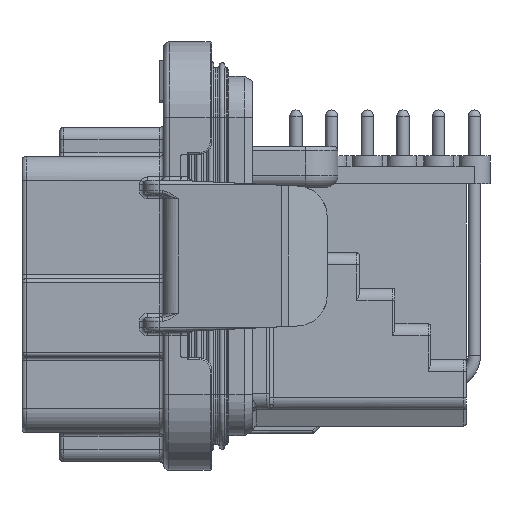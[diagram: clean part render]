
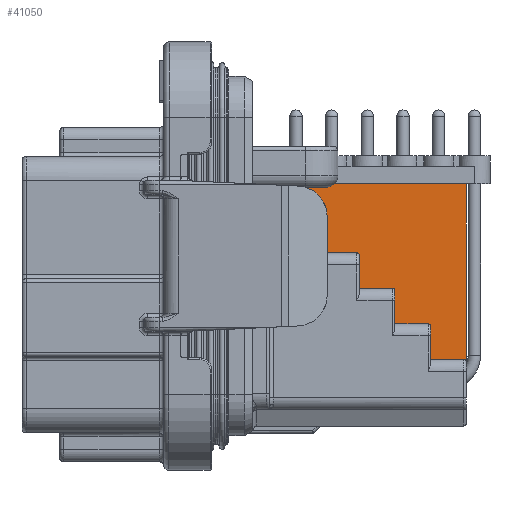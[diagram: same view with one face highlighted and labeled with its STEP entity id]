
A CAD part, left-side view. The second image highlights one B-rep face of the part: STEP entity #41050.
In plain terms, the highlighted planar face has unit normal (-1, 0, 0).
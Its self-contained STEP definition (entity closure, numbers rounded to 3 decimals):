
#1731=CARTESIAN_POINT('',(-51.929,-13.336,
9.003));
#3532=DIRECTION('',(0.,-1.,0.));
#3533=VECTOR('',#3532,22.264);
#3534=CARTESIAN_POINT('',(-51.929,-13.336,
9.003));
#3535=LINE('',#3534,#3533);
#3536=CARTESIAN_POINT('',(-51.925,-35.6,-13.171));
#3537=CARTESIAN_POINT('',(-51.925,-35.6,-13.129));
#3538=CARTESIAN_POINT('',(-51.925,-35.584,
-13.053));
#3539=CARTESIAN_POINT('',(-51.925,-35.518,
-12.953));
#3540=CARTESIAN_POINT('',(-51.925,-35.418,
-12.887));
#3541=CARTESIAN_POINT('',(-51.925,-35.342,
-12.871));
#3542=CARTESIAN_POINT('',(-51.925,-35.3,
-12.871));
#3544=DIRECTION('',(0.,0.,1.));
#3545=VECTOR('',#3544,4.12);
#3546=CARTESIAN_POINT('',(-51.925,-31.15,-12.871));
#3547=LINE('',#3546,#3545);
#3548=CARTESIAN_POINT('',(-51.925,-31.15,-8.751));
#3549=CARTESIAN_POINT('',(-51.925,-31.15,-8.709));
#3550=CARTESIAN_POINT('',(-51.925,-31.134,
-8.633));
#3551=CARTESIAN_POINT('',(-51.925,-31.068,
-8.533));
#3552=CARTESIAN_POINT('',(-51.925,-30.968,
-8.467));
#3553=CARTESIAN_POINT('',(-51.925,-30.892,
-8.451));
#3554=CARTESIAN_POINT('',(-51.925,-30.85,
-8.451));
#3556=DIRECTION('',(0.,0.,1.));
#3557=VECTOR('',#3556,4.12);
#3558=CARTESIAN_POINT('',(-51.925,-26.7,-8.451));
#3559=LINE('',#3558,#3557);
#3560=CARTESIAN_POINT('',(-51.925,-26.7,-4.331));
#3561=CARTESIAN_POINT('',(-51.925,-26.7,-4.289));
#3562=CARTESIAN_POINT('',(-51.925,-26.684,
-4.213));
#3563=CARTESIAN_POINT('',(-51.925,-26.618,
-4.113));
#3564=CARTESIAN_POINT('',(-51.925,-26.518,
-4.047));
#3565=CARTESIAN_POINT('',(-51.925,-26.442,
-4.031));
#3566=CARTESIAN_POINT('',(-51.925,-26.4,
-4.031));
#3568=DIRECTION('',(0.,0.,1.));
#3569=VECTOR('',#3568,4.12);
#3570=CARTESIAN_POINT('',(-51.925,-22.25,-4.031));
#3571=LINE('',#3570,#3569);
#3572=CARTESIAN_POINT('',(-51.925,-22.25,0.089));
#3573=CARTESIAN_POINT('',(-51.925,-22.25,0.131));
#3574=CARTESIAN_POINT('',(-51.925,-22.234,
0.207));
#3575=CARTESIAN_POINT('',(-51.925,-22.168,
0.307));
#3576=CARTESIAN_POINT('',(-51.925,-22.068,
0.373));
#3577=CARTESIAN_POINT('',(-51.925,-21.992,
0.389));
#3578=CARTESIAN_POINT('',(-51.925,-21.95,
0.389));
#3580=DIRECTION('',(0.,0.,1.));
#3581=VECTOR('',#3580,4.12);
#3582=CARTESIAN_POINT('',(-51.925,-17.8,0.389));
#3583=LINE('',#3582,#3581);
#3584=CARTESIAN_POINT('',(-51.925,-17.8,4.509));
#3585=CARTESIAN_POINT('',(-51.925,-17.8,4.551));
#3586=CARTESIAN_POINT('',(-51.925,-17.784,
4.627));
#3587=CARTESIAN_POINT('',(-51.925,-17.718,
4.727));
#3588=CARTESIAN_POINT('',(-51.925,-17.618,
4.793));
#3589=CARTESIAN_POINT('',(-51.925,-17.542,
4.809));
#3590=CARTESIAN_POINT('',(-51.925,-17.5,
4.809));
#3592=CARTESIAN_POINT('',(-51.925,-13.35,8.929));
#3593=CARTESIAN_POINT('',(-51.925,-13.35,8.937));
#3594=CARTESIAN_POINT('',(-51.926,-13.35,
8.952));
#3595=CARTESIAN_POINT('',(-51.923,-13.346,
8.979));
#3596=CARTESIAN_POINT('',(-51.929,-13.338,
8.995));
#3597=CARTESIAN_POINT('',(-51.929,-13.336,
9.003));
#3635=DIRECTION('',(0.,0.,1.));
#3636=VECTOR('',#3635,22.172);
#3637=CARTESIAN_POINT('',(-51.925,-35.6,-13.171));
#3638=LINE('',#3637,#3636);
#4040=DIRECTION('',(0.,-1.,0.));
#4041=VECTOR('',#4040,4.15);
#4042=CARTESIAN_POINT('',(-51.925,-31.15,-12.871));
#4043=LINE('',#4042,#4041);
#4083=DIRECTION('',(0.,-1.,0.));
#4084=VECTOR('',#4083,4.15);
#4085=CARTESIAN_POINT('',(-51.925,-26.7,-8.451));
#4086=LINE('',#4085,#4084);
#4126=DIRECTION('',(0.,-1.,0.));
#4127=VECTOR('',#4126,4.15);
#4128=CARTESIAN_POINT('',(-51.925,-22.25,-4.031));
#4129=LINE('',#4128,#4127);
#4169=DIRECTION('',(0.,-1.,0.));
#4170=VECTOR('',#4169,4.15);
#4171=CARTESIAN_POINT('',(-51.925,-17.8,0.389));
#4172=LINE('',#4171,#4170);
#4212=DIRECTION('',(0.,-1.,0.));
#4213=VECTOR('',#4212,4.15);
#4214=CARTESIAN_POINT('',(-51.925,-13.35,4.809));
#4215=LINE('',#4214,#4213);
#4235=DIRECTION('',(0.,0.,-1.));
#4236=VECTOR('',#4235,4.12);
#4237=CARTESIAN_POINT('',(-51.925,-13.35,8.929));
#4238=LINE('',#4237,#4236);
#34721=VERTEX_POINT('',#1731);
#34751=CARTESIAN_POINT('',(-51.926,-35.6,9.001));
#34752=VERTEX_POINT('',#34751);
#34869=CARTESIAN_POINT('',(-51.925,-35.6,-13.171));
#34870=VERTEX_POINT('',#34869);
#35607=VERTEX_POINT('',#3592);
#35610=VERTEX_POINT('',#3542);
#35611=CARTESIAN_POINT('',(-51.925,-31.15,-12.871));
#35612=VERTEX_POINT('',#35611);
#35613=CARTESIAN_POINT('',(-51.925,-31.15,-8.751));
#35614=VERTEX_POINT('',#35613);
#35615=VERTEX_POINT('',#3554);
#35616=CARTESIAN_POINT('',(-51.925,-26.7,-8.451));
#35617=VERTEX_POINT('',#35616);
#35618=CARTESIAN_POINT('',(-51.925,-26.7,-4.331));
#35619=VERTEX_POINT('',#35618);
#35620=VERTEX_POINT('',#3566);
#35621=CARTESIAN_POINT('',(-51.925,-22.25,-4.031));
#35622=VERTEX_POINT('',#35621);
#35623=CARTESIAN_POINT('',(-51.925,-22.25,0.089));
#35624=VERTEX_POINT('',#35623);
#35625=VERTEX_POINT('',#3578);
#35626=CARTESIAN_POINT('',(-51.925,-17.8,0.389));
#35627=VERTEX_POINT('',#35626);
#35628=CARTESIAN_POINT('',(-51.925,-17.8,4.509));
#35629=VERTEX_POINT('',#35628);
#35630=VERTEX_POINT('',#3590);
#35631=CARTESIAN_POINT('',(-51.925,-13.35,4.809));
#35632=VERTEX_POINT('',#35631);
#41009=CARTESIAN_POINT('',(-51.925,-8.9,9.23));
#41010=DIRECTION('',(-1.,0.,0.));
#41011=DIRECTION('',(0.,0.,-1.));
#41012=AXIS2_PLACEMENT_3D('',#41009,#41010,#41011);
#41013=PLANE('',#41012);
#41014=ORIENTED_EDGE('',*,*,#38359,.T.);
#41016=ORIENTED_EDGE('',*,*,#41015,.F.);
#41018=ORIENTED_EDGE('',*,*,#41017,.T.);
#41020=ORIENTED_EDGE('',*,*,#41019,.F.);
#41022=ORIENTED_EDGE('',*,*,#41021,.T.);
#41024=ORIENTED_EDGE('',*,*,#41023,.T.);
#41026=ORIENTED_EDGE('',*,*,#41025,.F.);
#41028=ORIENTED_EDGE('',*,*,#41027,.T.);
#41030=ORIENTED_EDGE('',*,*,#41029,.T.);
#41032=ORIENTED_EDGE('',*,*,#41031,.F.);
#41034=ORIENTED_EDGE('',*,*,#41033,.T.);
#41036=ORIENTED_EDGE('',*,*,#41035,.T.);
#41038=ORIENTED_EDGE('',*,*,#41037,.F.);
#41040=ORIENTED_EDGE('',*,*,#41039,.T.);
#41042=ORIENTED_EDGE('',*,*,#41041,.T.);
#41044=ORIENTED_EDGE('',*,*,#41043,.F.);
#41046=ORIENTED_EDGE('',*,*,#41045,.F.);
#41047=ORIENTED_EDGE('',*,*,#40997,.T.);
#41048=EDGE_LOOP('',(#41014,#41016,#41018,#41020,#41022,#41024,#41026,#41028,
#41030,#41032,#41034,#41036,#41038,#41040,#41042,#41044,#41046,#41047));
#41049=FACE_OUTER_BOUND('',#41048,.F.);
#41050=ADVANCED_FACE('',(#41049),#41013,.T.);
#3543=B_SPLINE_CURVE_WITH_KNOTS('',3,(#3536,#3537,#3538,#3539,#3540,#3541,
#3542),.UNSPECIFIED.,.F.,.F.,(4,1,1,1,4),(0.,0.25,0.5,0.75,1.),
.UNSPECIFIED.);
#3555=B_SPLINE_CURVE_WITH_KNOTS('',3,(#3548,#3549,#3550,#3551,#3552,#3553,
#3554),.UNSPECIFIED.,.F.,.F.,(4,1,1,1,4),(0.,0.25,0.5,0.75,1.),
.UNSPECIFIED.);
#3567=B_SPLINE_CURVE_WITH_KNOTS('',3,(#3560,#3561,#3562,#3563,#3564,#3565,
#3566),.UNSPECIFIED.,.F.,.F.,(4,1,1,1,4),(0.,0.25,0.5,0.75,1.),
.UNSPECIFIED.);
#3579=B_SPLINE_CURVE_WITH_KNOTS('',3,(#3572,#3573,#3574,#3575,#3576,#3577,
#3578),.UNSPECIFIED.,.F.,.F.,(4,1,1,1,4),(0.,0.25,0.5,0.75,1.),
.UNSPECIFIED.);
#3591=B_SPLINE_CURVE_WITH_KNOTS('',3,(#3584,#3585,#3586,#3587,#3588,#3589,
#3590),.UNSPECIFIED.,.F.,.F.,(4,1,1,1,4),(0.,0.25,0.5,0.75,1.),
.UNSPECIFIED.);
#3598=B_SPLINE_CURVE_WITH_KNOTS('',3,(#3592,#3593,#3594,#3595,#3596,#3597),
.UNSPECIFIED.,.F.,.F.,(4,1,1,4),(0.,0.333,0.667,1.),
.UNSPECIFIED.);
#38359=EDGE_CURVE('',#34721,#34752,#3535,.T.);
#40997=EDGE_CURVE('',#35607,#34721,#3598,.T.);
#41015=EDGE_CURVE('',#34870,#34752,#3638,.T.);
#41017=EDGE_CURVE('',#34870,#35610,#3543,.T.);
#41019=EDGE_CURVE('',#35612,#35610,#4043,.T.);
#41021=EDGE_CURVE('',#35612,#35614,#3547,.T.);
#41023=EDGE_CURVE('',#35614,#35615,#3555,.T.);
#41025=EDGE_CURVE('',#35617,#35615,#4086,.T.);
#41027=EDGE_CURVE('',#35617,#35619,#3559,.T.);
#41029=EDGE_CURVE('',#35619,#35620,#3567,.T.);
#41031=EDGE_CURVE('',#35622,#35620,#4129,.T.);
#41033=EDGE_CURVE('',#35622,#35624,#3571,.T.);
#41035=EDGE_CURVE('',#35624,#35625,#3579,.T.);
#41037=EDGE_CURVE('',#35627,#35625,#4172,.T.);
#41039=EDGE_CURVE('',#35627,#35629,#3583,.T.);
#41041=EDGE_CURVE('',#35629,#35630,#3591,.T.);
#41043=EDGE_CURVE('',#35632,#35630,#4215,.T.);
#41045=EDGE_CURVE('',#35607,#35632,#4238,.T.);
